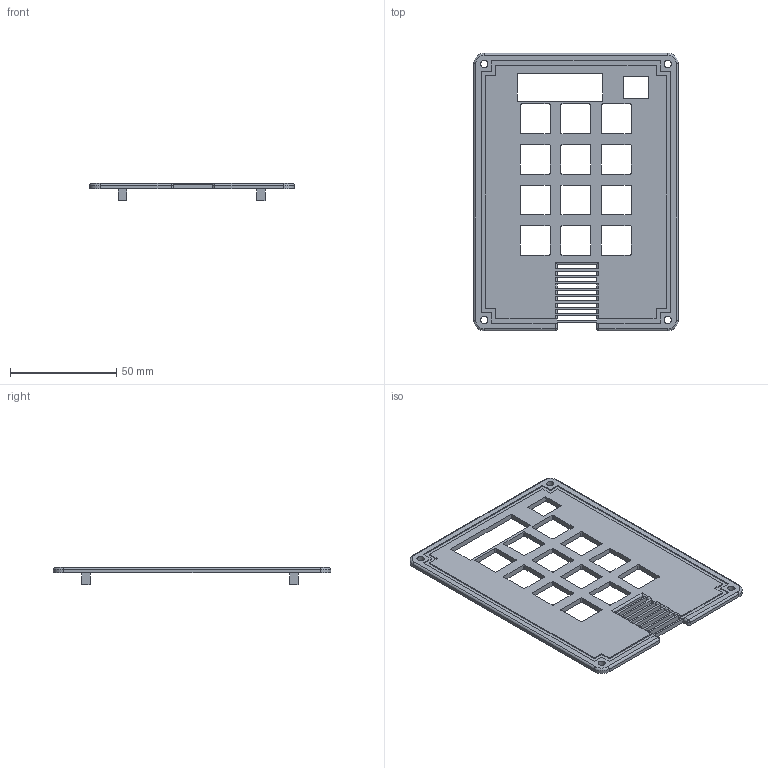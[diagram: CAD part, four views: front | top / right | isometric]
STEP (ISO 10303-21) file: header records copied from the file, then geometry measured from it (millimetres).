
FILE_DESCRIPTION(/* description */ (''),/* implementation_level */ '2;1');
FILE_NAME(/* name */ 'numpad case top.step',/* time_stamp */ '2025-07-27T16:33:50-05:00',/* author */ (''),/* organization */ (''),/* preprocessor_version */ 'ST-DEVELOPER v20.1',/* originating_system */ 'Autodesk Translation Framework v14.10.0.0',/* authorisation */ '');
FILE_SCHEMA (('AUTOMOTIVE_DESIGN { 1 0 10303 214 3 1 1 }'));
Length unit declared in the file: millimetre
Products named in the file (1): 2025-07-19-11-36-51-932
Bounding box: 96.29 x 130.41 x 8 mm (x, y, z)
Volume: 22398 mm3; surface area: 22732.9 mm2
Topology: 1 solids, 1 shells, 229 faces, 659 edges, 434 vertices
Faces by surface type: plane 140, cylinder 83, torus 4, sphere 2
Full cylindrical faces by diameter (mm): 3.4 x4
Entity records: 7638 total; most frequent: CARTESIAN_POINT 1323, ORIENTED_EDGE 1318, DIRECTION 1291, EDGE_CURVE 659, LINE 487, VECTOR 487, VERTEX_POINT 434, AXIS2_PLACEMENT_3D 402
